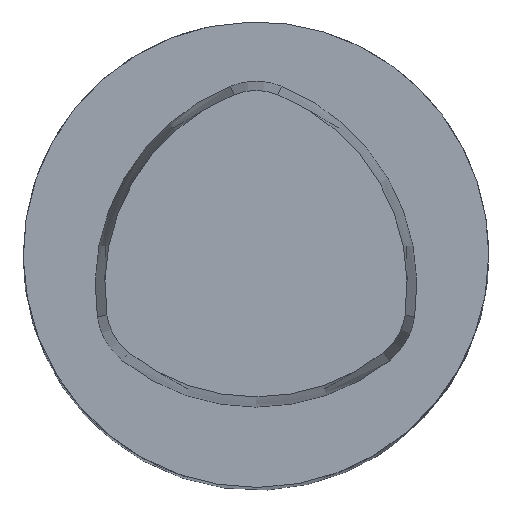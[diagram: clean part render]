
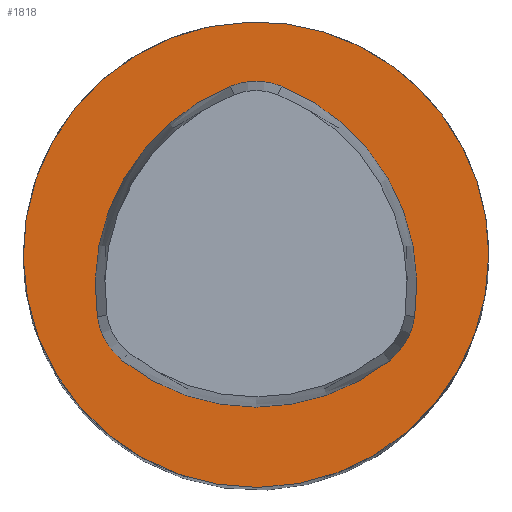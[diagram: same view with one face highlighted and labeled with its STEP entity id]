
A CAD part, top view. The second image highlights one B-rep face of the part: STEP entity #1818.
In plain terms, the highlighted planar face has unit normal (0, 0, 1).
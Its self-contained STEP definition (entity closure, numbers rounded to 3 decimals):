
#1818=ADVANCED_FACE('',(#2390),#2147,.T.);
#2147=PLANE('',#6799);
#2390=FACE_OUTER_BOUND('',#2739,.T.);
#2739=EDGE_LOOP('',(#3833));
#3833=ORIENTED_EDGE('',*,*,#5711,.T.);
#5053=VERTEX_POINT('',#8967);
#5711=EDGE_CURVE('',#5053,#5053,#6535,.T.);
#6535=CIRCLE('',#6671,20.);
#6671=AXIS2_PLACEMENT_3D('',#8966,#7311,#7312);
#6799=AXIS2_PLACEMENT_3D('',#10742,#7914,#7915);
#7311=DIRECTION('',(0.,0.,1.));
#7312=DIRECTION('',(1.,0.,0.));
#7914=DIRECTION('',(0.,0.,1.));
#7915=DIRECTION('',(-1.,0.,0.));
#8966=CARTESIAN_POINT('',(0.,0.,0.));
#8967=CARTESIAN_POINT('',(20.,0.,0.));
#10742=CARTESIAN_POINT('',(0.,0.,0.));
